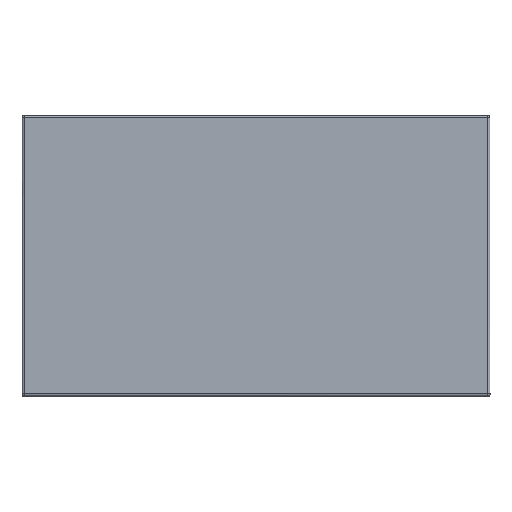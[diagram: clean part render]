
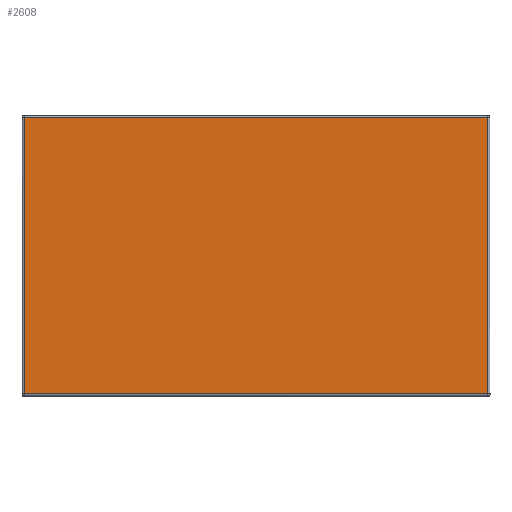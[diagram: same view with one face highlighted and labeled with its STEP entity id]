
A CAD part, top view. The second image highlights one B-rep face of the part: STEP entity #2608.
In plain terms, the highlighted planar face has unit normal (0, 0, 1).
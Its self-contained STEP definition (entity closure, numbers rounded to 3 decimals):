
#50=PLANE('',#2807);
#254=FACE_OUTER_BOUND('',#424,.T.);
#424=EDGE_LOOP('',(#1935,#1936,#1937,#1938));
#591=LINE('',#3965,#825);
#593=LINE('',#3975,#827);
#601=LINE('',#4015,#835);
#602=LINE('',#4021,#836);
#825=VECTOR('',#3166,1.18);
#827=VECTOR('',#3174,1.98);
#835=VECTOR('',#3194,1.18);
#836=VECTOR('',#3199,1.98);
#1139=VERTEX_POINT('',#3955);
#1140=VERTEX_POINT('',#3961);
#1142=VERTEX_POINT('',#3973);
#1150=VERTEX_POINT('',#4011);
#1416=EDGE_CURVE('',#1139,#1140,#591,.T.);
#1420=EDGE_CURVE('',#1140,#1142,#593,.T.);
#1434=EDGE_CURVE('',#1142,#1150,#601,.T.);
#1436=EDGE_CURVE('',#1150,#1139,#602,.T.);
#1935=ORIENTED_EDGE('',*,*,#1420,.T.);
#1936=ORIENTED_EDGE('',*,*,#1434,.T.);
#1937=ORIENTED_EDGE('',*,*,#1436,.T.);
#1938=ORIENTED_EDGE('',*,*,#1416,.T.);
#2608=ADVANCED_FACE('',(#254),#50,.T.);
#2807=AXIS2_PLACEMENT_3D('',#4023,#3201,#3202);
#3166=DIRECTION('',(0.,-1.,0.));
#3174=DIRECTION('',(1.,0.,0.));
#3194=DIRECTION('',(0.,1.,0.));
#3199=DIRECTION('',(-1.,0.,0.));
#3201=DIRECTION('center_axis',(0.,0.,
1.));
#3202=DIRECTION('ref_axis',(1.,0.,0.));
#3955=CARTESIAN_POINT('',(0.698,0.498,1.891));
#3961=CARTESIAN_POINT('',(0.698,-0.682,1.891));
#3965=CARTESIAN_POINT('',(0.698,0.498,1.891));
#3973=CARTESIAN_POINT('',(2.678,-0.682,1.891));
#3975=CARTESIAN_POINT('',(0.698,-0.682,1.891));
#4011=CARTESIAN_POINT('',(2.678,0.498,1.891));
#4015=CARTESIAN_POINT('',(2.678,-0.682,1.891));
#4021=CARTESIAN_POINT('',(2.678,0.498,1.891));
#4023=CARTESIAN_POINT('Origin',(1.688,0.498,1.891));
